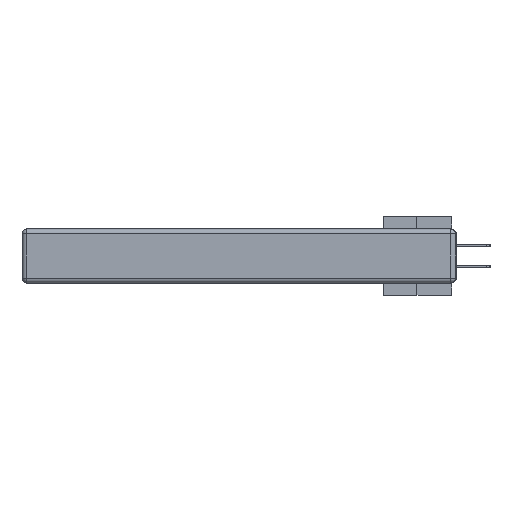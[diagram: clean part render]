
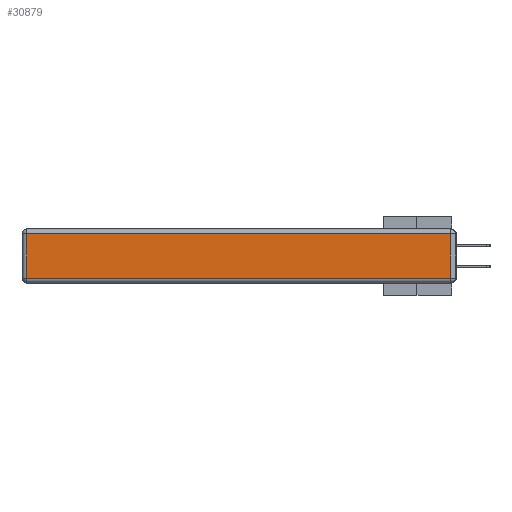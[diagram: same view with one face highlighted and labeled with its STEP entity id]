
A CAD part, left-side view. The second image highlights one B-rep face of the part: STEP entity #30879.
In plain terms, the highlighted planar face has unit normal (-1, 0, 0).
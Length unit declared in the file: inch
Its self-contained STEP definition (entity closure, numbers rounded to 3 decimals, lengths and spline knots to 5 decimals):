
#585 = ORIENTED_EDGE ( 'NONE', *, *, #21084, .T. ) ;
#3080 = EDGE_LOOP ( 'NONE', ( #16499, #23778, #585, #4281 ) ) ;
#3174 = EDGE_CURVE ( 'NONE', #20533, #8034, #3886, .T. ) ;
#3886 = LINE ( 'NONE', #32365, #21781 ) ;
#4247 = DIRECTION ( 'NONE',  ( 0., -1., 0. ) ) ;
#4281 = ORIENTED_EDGE ( 'NONE', *, *, #3174, .T. ) ;
#6156 = PLANE ( 'NONE',  #16186 ) ;
#6275 = CARTESIAN_POINT ( 'NONE',  ( 0., 0., -0.343 ) ) ;
#6672 = EDGE_CURVE ( 'NONE', #8034, #25743, #31121, .T. ) ;
#7484 = VERTEX_POINT ( 'NONE', #9041 ) ;
#8034 = VERTEX_POINT ( 'NONE', #16567 ) ;
#9041 = CARTESIAN_POINT ( 'NONE',  ( 0., 0.03, -0.03 ) ) ;
#9463 = VECTOR ( 'NONE', #4247, 39.37008 ) ;
#9835 = CARTESIAN_POINT ( 'NONE',  ( 0., 0., -0.313 ) ) ;
#12593 = EDGE_CURVE ( 'NONE', #25743, #7484, #33703, .T. ) ;
#14641 = CARTESIAN_POINT ( 'NONE',  ( 0., 2.75, -0.03 ) ) ;
#15041 = DIRECTION ( 'NONE',  ( 0., 0., 1. ) ) ;
#15439 = CARTESIAN_POINT ( 'NONE',  ( 0., 2.72, -0.03 ) ) ;
#16186 = AXIS2_PLACEMENT_3D ( 'NONE', #6275, #25941, #26050 ) ;
#16499 = ORIENTED_EDGE ( 'NONE', *, *, #6672, .T. ) ;
#16567 = CARTESIAN_POINT ( 'NONE',  ( 0., 2.72, -0.313 ) ) ;
#17634 = DIRECTION ( 'NONE',  ( 0., 1., 0. ) ) ;
#20533 = VERTEX_POINT ( 'NONE', #15439 ) ;
#20760 = CARTESIAN_POINT ( 'NONE',  ( 0., 0.03, -0.313 ) ) ;
#21084 = EDGE_CURVE ( 'NONE', #7484, #20533, #22775, .T. ) ;
#21781 = VECTOR ( 'NONE', #24333, 39.37008 ) ;
#22775 = LINE ( 'NONE', #14641, #35569 ) ;
#23778 = ORIENTED_EDGE ( 'NONE', *, *, #12593, .T. ) ;
#24333 = DIRECTION ( 'NONE',  ( 0., 0., -1. ) ) ;
#25456 = FACE_OUTER_BOUND ( 'NONE', #3080, .T. ) ;
#25743 = VERTEX_POINT ( 'NONE', #20760 ) ;
#25941 = DIRECTION ( 'NONE',  ( -1., 0., 0. ) ) ;
#26050 = DIRECTION ( 'NONE',  ( 0., 0., 1. ) ) ;
#30177 = CARTESIAN_POINT ( 'NONE',  ( 0., 0.03, -0.343 ) ) ;
#30879 = ADVANCED_FACE ( 'NONE', ( #25456 ), #6156, .T. ) ;
#31121 = LINE ( 'NONE', #9835, #9463 ) ;
#32365 = CARTESIAN_POINT ( 'NONE',  ( 0., 2.72, -0.343 ) ) ;
#33703 = LINE ( 'NONE', #30177, #35475 ) ;
#35475 = VECTOR ( 'NONE', #15041, 39.37008 ) ;
#35569 = VECTOR ( 'NONE', #17634, 39.37008 ) ;
